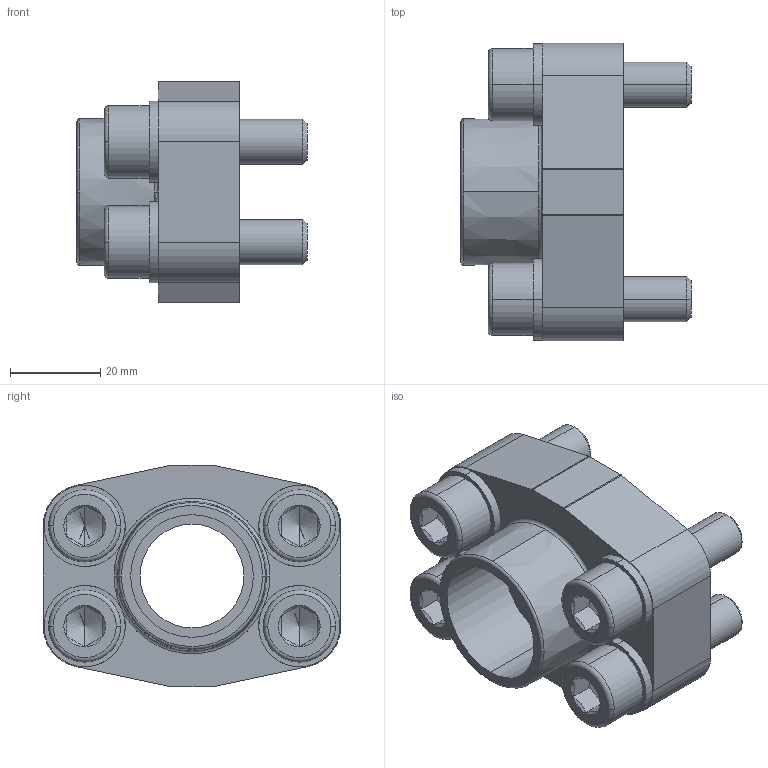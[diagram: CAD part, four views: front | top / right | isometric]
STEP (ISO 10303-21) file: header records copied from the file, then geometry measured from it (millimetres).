
FILE_DESCRIPTION(('STEP AP203'),'1');
FILE_NAME('avit_afla_19_-_3_bbwj3f4gp7el4rx53dvipshs7.stp','2021-03-10T10:22:53',('TraceParts'),('TraceParts S.A.'),'Spatial InterOp 3D',' ',' ');
FILE_SCHEMA(('CONFIG_CONTROL_DESIGN'));
Length unit declared in the file: millimetre
Products named in the file (1): 1
Bounding box: 51 x 66 x 49 mm (x, y, z)
Volume: 61969.1 mm3; surface area: 18428.7 mm2
Topology: 1 solids, 5 shells, 162 faces, 387 edges, 241 vertices
Faces by surface type: plane 56, cylinder 52, cone 42, torus 12
Entity records: 4752 total; most frequent: CARTESIAN_POINT 1023, DIRECTION 822, ORIENTED_EDGE 758, EDGE_CURVE 379, AXIS2_PLACEMENT_3D 352, VERTEX_POINT 241, CIRCLE 189, EDGE_LOOP 186
